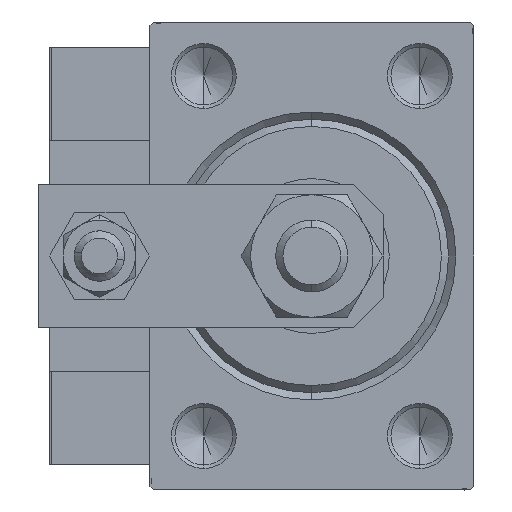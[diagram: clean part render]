
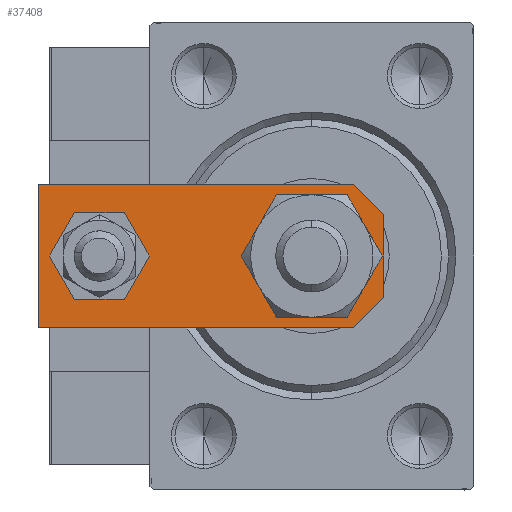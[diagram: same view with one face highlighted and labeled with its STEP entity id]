
A CAD part, left-side view. The second image highlights one B-rep face of the part: STEP entity #37408.
In plain terms, the highlighted face is planar.
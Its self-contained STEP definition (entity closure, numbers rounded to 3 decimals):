
#286 = DIRECTION ( 'NONE',  ( 1., 0., 0. ) ) ;
#310 = CARTESIAN_POINT ( 'NONE',  ( -4., 39.5, 6. ) ) ;
#852 = VERTEX_POINT ( 'NONE', #9673 ) ;
#1057 = EDGE_CURVE ( 'NONE', #4315, #19299, #12313, .T. ) ;
#1130 = DIRECTION ( 'NONE',  ( 0.707, -0.707, 0. ) ) ;
#2456 = VERTEX_POINT ( 'NONE', #16581 ) ;
#2530 = CARTESIAN_POINT ( 'NONE',  ( -7.25, 10., 6. ) ) ;
#3802 = CARTESIAN_POINT ( 'NONE',  ( 10., 48., 6. ) ) ;
#4315 = VERTEX_POINT ( 'NONE', #25667 ) ;
#4619 = VECTOR ( 'NONE', #4750, 1000. ) ;
#4750 = DIRECTION ( 'NONE',  ( 0., 1., 0. ) ) ;
#5490 = EDGE_CURVE ( 'NONE', #34766, #852, #30684, .T. ) ;
#5516 = EDGE_CURVE ( 'NONE', #36012, #4315, #47425, .T. ) ;
#6691 = AXIS2_PLACEMENT_3D ( 'NONE', #46672, #46408, #38567 ) ;
#7317 = DIRECTION ( 'NONE',  ( -1., 0., 0. ) ) ;
#8181 = VERTEX_POINT ( 'NONE', #310 ) ;
#8800 = CARTESIAN_POINT ( 'NONE',  ( 10., 0., 6. ) ) ;
#9081 = EDGE_CURVE ( 'NONE', #8181, #2456, #29986, .T. ) ;
#9099 = CARTESIAN_POINT ( 'NONE',  ( -10., 48., 6. ) ) ;
#9634 = LINE ( 'NONE', #9099, #26432 ) ;
#9673 = CARTESIAN_POINT ( 'NONE',  ( 7.25, 10., 6. ) ) ;
#10304 = DIRECTION ( 'NONE',  ( 1., 0., 0. ) ) ;
#10538 = PLANE ( 'NONE',  #30680 ) ;
#11613 = AXIS2_PLACEMENT_3D ( 'NONE', #21619, #41357, #29217 ) ;
#12075 = EDGE_CURVE ( 'NONE', #20835, #36012, #34910, .T. ) ;
#12313 = LINE ( 'NONE', #8800, #4619 ) ;
#14041 = ORIENTED_EDGE ( 'NONE', *, *, #12075, .T. ) ;
#14328 = DIRECTION ( 'NONE',  ( 1., 0., 0. ) ) ;
#16581 = CARTESIAN_POINT ( 'NONE',  ( 4., 39.5, 6. ) ) ;
#18120 = ORIENTED_EDGE ( 'NONE', *, *, #47243, .T. ) ;
#18910 = FACE_BOUND ( 'NONE', #32741, .T. ) ;
#19130 = VECTOR ( 'NONE', #7317, 1000. ) ;
#19299 = VERTEX_POINT ( 'NONE', #19979 ) ;
#19979 = CARTESIAN_POINT ( 'NONE',  ( 10., 48., 6. ) ) ;
#20208 = CIRCLE ( 'NONE', #27127, 4. ) ;
#20548 = CARTESIAN_POINT ( 'NONE',  ( 0., 39.5, 6. ) ) ;
#20835 = VERTEX_POINT ( 'NONE', #29062 ) ;
#21619 = CARTESIAN_POINT ( 'NONE',  ( 0., 10., 6. ) ) ;
#22060 = DIRECTION ( 'NONE',  ( 0., -1., 0. ) ) ;
#22063 = VECTOR ( 'NONE', #38520, 1000. ) ;
#22296 = DIRECTION ( 'NONE',  ( 0., 0., 1. ) ) ;
#23243 = FACE_OUTER_BOUND ( 'NONE', #43343, .T. ) ;
#23487 = ORIENTED_EDGE ( 'NONE', *, *, #9081, .F. ) ;
#24331 = LINE ( 'NONE', #3802, #19130 ) ;
#24615 = DIRECTION ( 'NONE',  ( 0., 0., 1. ) ) ;
#25428 = CIRCLE ( 'NONE', #11613, 7.25 ) ;
#25485 = ORIENTED_EDGE ( 'NONE', *, *, #39641, .T. ) ;
#25667 = CARTESIAN_POINT ( 'NONE',  ( 10., 4.24, 6. ) ) ;
#25693 = VECTOR ( 'NONE', #10304, 1000. ) ;
#26432 = VECTOR ( 'NONE', #22060, 1000. ) ;
#26622 = CARTESIAN_POINT ( 'NONE',  ( 0., 10., 6. ) ) ;
#27127 = AXIS2_PLACEMENT_3D ( 'NONE', #20548, #24615, #286 ) ;
#27306 = FACE_BOUND ( 'NONE', #29761, .T. ) ;
#27669 = ORIENTED_EDGE ( 'NONE', *, *, #53113, .F. ) ;
#27834 = ORIENTED_EDGE ( 'NONE', *, *, #5490, .F. ) ;
#29062 = CARTESIAN_POINT ( 'NONE',  ( -5.76, 0., 6. ) ) ;
#29217 = DIRECTION ( 'NONE',  ( 1., 0., 0. ) ) ;
#29663 = EDGE_CURVE ( 'NONE', #44296, #20835, #38148, .T. ) ;
#29761 = EDGE_LOOP ( 'NONE', ( #23487, #39039 ) ) ;
#29986 = CIRCLE ( 'NONE', #6691, 4. ) ;
#30680 = AXIS2_PLACEMENT_3D ( 'NONE', #34881, #51360, #14328 ) ;
#30684 = CIRCLE ( 'NONE', #41917, 7.25 ) ;
#31404 = EDGE_CURVE ( 'NONE', #2456, #8181, #20208, .T. ) ;
#31420 = ORIENTED_EDGE ( 'NONE', *, *, #1057, .T. ) ;
#32202 = CARTESIAN_POINT ( 'NONE',  ( -10., 4.24, 6. ) ) ;
#32741 = EDGE_LOOP ( 'NONE', ( #27834, #27669 ) ) ;
#34766 = VERTEX_POINT ( 'NONE', #2530 ) ;
#34881 = CARTESIAN_POINT ( 'NONE',  ( 0., 0., 6. ) ) ;
#34910 = LINE ( 'NONE', #51389, #25693 ) ;
#36012 = VERTEX_POINT ( 'NONE', #41999 ) ;
#37408 = ADVANCED_FACE ( 'NONE', ( #27306, #23243, #18910 ), #10538, .T. ) ;
#38148 = LINE ( 'NONE', #46528, #45216 ) ;
#38520 = DIRECTION ( 'NONE',  ( 0.707, 0.707, 0. ) ) ;
#38567 = DIRECTION ( 'NONE',  ( 1., 0., 0. ) ) ;
#38779 = DIRECTION ( 'NONE',  ( 1., 0., 0. ) ) ;
#39039 = ORIENTED_EDGE ( 'NONE', *, *, #31404, .F. ) ;
#39641 = EDGE_CURVE ( 'NONE', #52459, #44296, #9634, .T. ) ;
#41357 = DIRECTION ( 'NONE',  ( 0., 0., 1. ) ) ;
#41486 = CARTESIAN_POINT ( 'NONE',  ( -10., 48., 6. ) ) ;
#41917 = AXIS2_PLACEMENT_3D ( 'NONE', #26622, #22296, #38779 ) ;
#41999 = CARTESIAN_POINT ( 'NONE',  ( 5.76, 0., 6. ) ) ;
#43343 = EDGE_LOOP ( 'NONE', ( #25485, #48418, #14041, #49846, #31420, #18120 ) ) ;
#43895 = CARTESIAN_POINT ( 'NONE',  ( 2.88, -2.88, 6. ) ) ;
#44296 = VERTEX_POINT ( 'NONE', #32202 ) ;
#45216 = VECTOR ( 'NONE', #1130, 1000. ) ;
#46408 = DIRECTION ( 'NONE',  ( 0., 0., 1. ) ) ;
#46528 = CARTESIAN_POINT ( 'NONE',  ( -2.88, -2.88, 6. ) ) ;
#46672 = CARTESIAN_POINT ( 'NONE',  ( 0., 39.5, 6. ) ) ;
#47243 = EDGE_CURVE ( 'NONE', #19299, #52459, #24331, .T. ) ;
#47425 = LINE ( 'NONE', #43895, #22063 ) ;
#48418 = ORIENTED_EDGE ( 'NONE', *, *, #29663, .T. ) ;
#49846 = ORIENTED_EDGE ( 'NONE', *, *, #5516, .T. ) ;
#51360 = DIRECTION ( 'NONE',  ( 0., 0., 1. ) ) ;
#51389 = CARTESIAN_POINT ( 'NONE',  ( -10., 0., 6. ) ) ;
#52459 = VERTEX_POINT ( 'NONE', #41486 ) ;
#53113 = EDGE_CURVE ( 'NONE', #852, #34766, #25428, .T. ) ;
